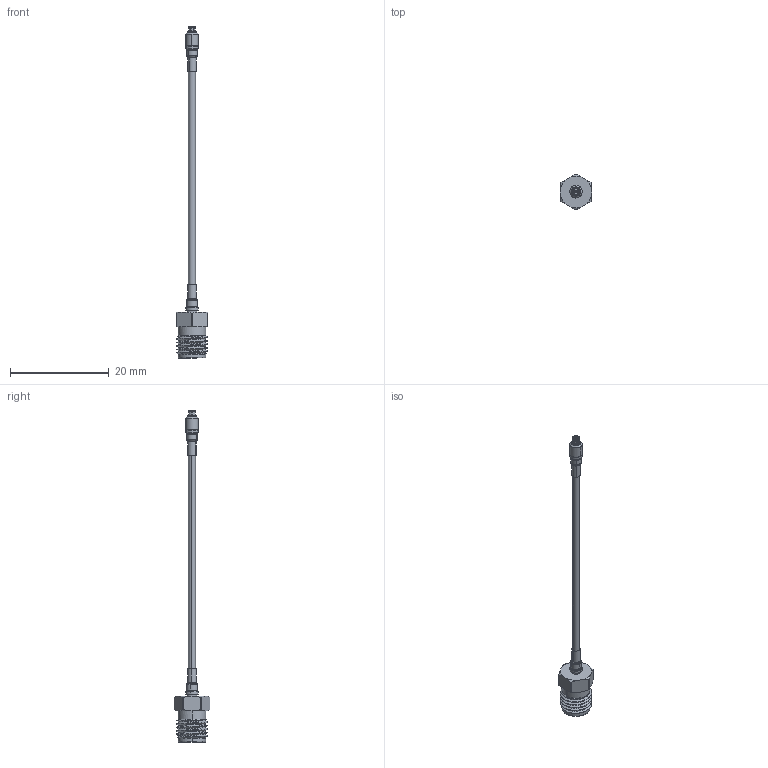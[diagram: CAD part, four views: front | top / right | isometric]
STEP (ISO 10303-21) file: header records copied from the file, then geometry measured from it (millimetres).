
FILE_DESCRIPTION (( 'STEP AP214' ), '1' );
FILE_NAME ('FMCA9967_3D.step', '2023-09-25T22:13:49', ( '' ), ( '' ), 'SwSTEP 2.0', 'SolidWorks 2022', '' );
FILE_SCHEMA (( 'AUTOMOTIVE_DESIGN' ));
Length unit declared in the file: inch
Products named in the file (5): Copy of PE-P047 Cable New^FMCA9967; Copy of 047_HeatShrink^FMCA9967; Copy of PE45893^FMCA9967; FMCA9967_3D; Copy of PE4418^FMCA9967
Assembly tree (5 placements, depth 2):
  FMCA9967_3D
    Copy of PE-P047 Cable New^FMCA9967
    Copy of PE45893^FMCA9967
    Copy of PE4418^FMCA9967
    Copy of 047_HeatShrink^FMCA9967  x2
Bounding box: 6.35 x 7.2 x 67.12 mm (x, y, z)
Volume: 370.6 mm3; surface area: 720.4 mm2
Topology: 5 solids, 5 shells, 234 faces, 582 edges, 368 vertices
Faces by surface type: plane 75, cylinder 72, cone 52, torus 32, bspline 3
Entity records: 8107 total; most frequent: CARTESIAN_POINT 2730, DIRECTION 1095, ORIENTED_EDGE 1084, EDGE_CURVE 542, AXIS2_PLACEMENT_3D 444, VERTEX_POINT 348, EDGE_LOOP 226, CIRCLE 225
